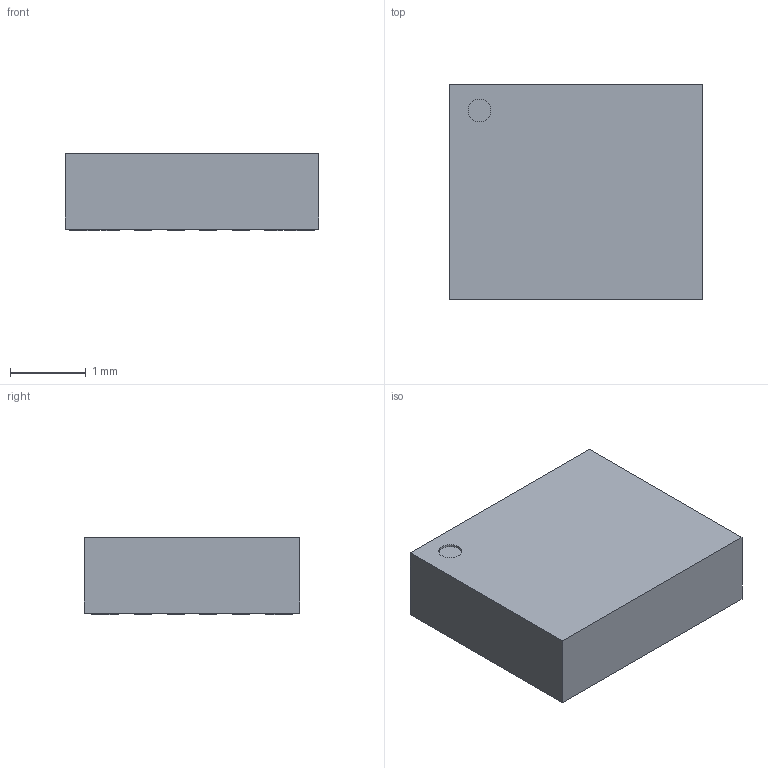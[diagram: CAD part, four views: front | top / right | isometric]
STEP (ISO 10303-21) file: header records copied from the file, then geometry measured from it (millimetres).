
FILE_DESCRIPTION(/* description */ (''),/* implementation_level */ '2;1');
FILE_NAME(/* name */ 'LGA-24L (3.5x3x1.0 mm) v2.step',/* time_stamp */ '2018-09-27T12:30:30+01:00',/* author */ ('eric.n.tech'),/* organization */ (''),/* preprocessor_version */ 'ST-DEVELOPER v17.2',/* originating_system */ 'Autodesk Translation Framework v7.6.0.251',/* authorisation */ '');
FILE_SCHEMA (('AUTOMOTIVE_DESIGN { 1 0 10303 214 3 1 1 }'));
Length unit declared in the file: millimetre
Products named in the file (1): LGA-24L (3.5x3x1.0 mm)
Bounding box: 3.35 x 2.85 x 1.02 mm (x, y, z)
Volume: 9.6 mm3; surface area: 32.1 mm2
Topology: 1 solids, 1 shells, 128 faces, 303 edges, 202 vertices
Faces by surface type: plane 127, cylinder 1
Full cylindrical faces by diameter (mm): 0.3 x1
Entity records: 3664 total; most frequent: CARTESIAN_POINT 634, ORIENTED_EDGE 606, DIRECTION 563, EDGE_CURVE 303, LINE 301, VECTOR 301, VERTEX_POINT 202, EDGE_LOOP 153
